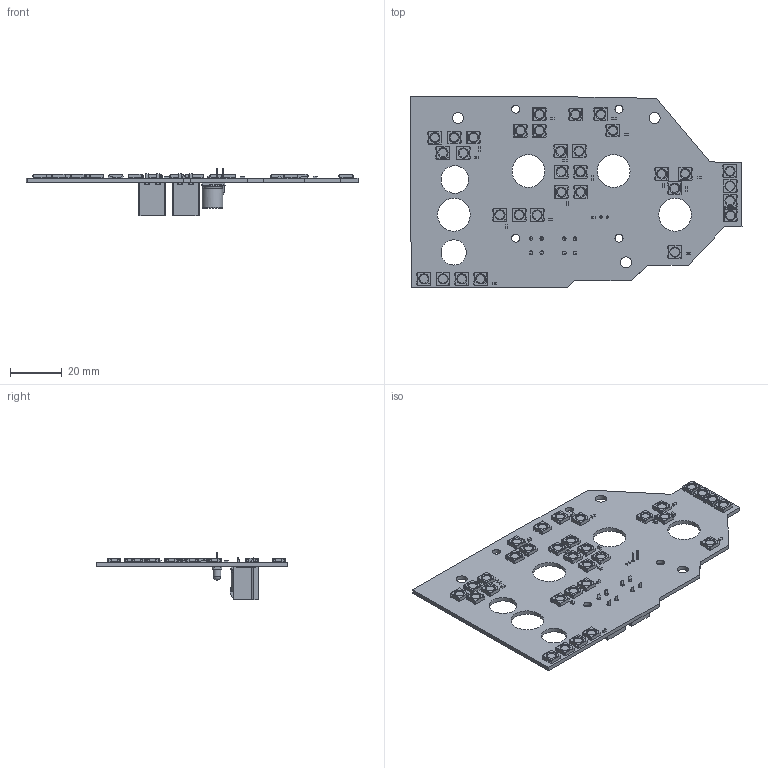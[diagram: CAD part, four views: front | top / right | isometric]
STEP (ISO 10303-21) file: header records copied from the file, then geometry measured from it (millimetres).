
FILE_DESCRIPTION(('KiCad electronic assembly'),'2;1');
FILE_NAME('FUEL PANEL.step','2023-04-01T12:55:06',('Pcbnew'),('Kicad'), 'Open CASCADE STEP processor 7.6','KiCad to STEP converter','Unknown' );
FILE_SCHEMA(('AUTOMOTIVE_DESIGN { 1 0 10303 214 1 1 1 1 }'));
Length unit declared in the file: millimetre
Products named in the file (14): FUEL PANEL 1; LED_WS2812B_PLCC4_5.0x5.0mm_P3.2mm; SOLID; R_0603_1608Metric; C_0603_1608Metric; CP_Elec_8x10; Molex_Mini-Fit_Jr_5566-04A_2x02_P4.20mm_Vertical; LED_D3.0mm; FUEL PANEL PCB
Assembly tree (59 placements, depth 3):
  FUEL PANEL 1
    LED_WS2812B_PLCC4_5.0x5.0mm_P3.2mm  x32
      SOLID
    R_0603_1608Metric
      SOLID
    C_0603_1608Metric  x15
      SOLID
    CP_Elec_8x10
      SOLID
    Molex_Mini-Fit_Jr_5566-04A_2x02_P4.20mm_Vertical  x2
      SOLID
    LED_D3.0mm
      SOLID
    FUEL PANEL PCB
Bounding box: 128.57 x 74.17 x 18.3 mm (x, y, z)
Volume: 15162.1 mm3; surface area: 22495 mm2
Topology: 53 solids, 53 shells, 2975 faces, 8514 edges, 5605 vertices
Faces by surface type: plane 2006, cylinder 929, cone 32, torus 4, bspline 2, revolution 1, sphere 1
Full cylindrical faces by diameter (mm): 0.9 x2, 1.4 x8, 3 x1, 3.1 x4, 3.333 x32, 4.3 x3, 8 x2, 9.78 x1, 10.68 x1, 12.7 x4
Entity records: 25580 total; most frequent: CARTESIAN_POINT 4734, DIRECTION 3696, LINE 2462, VECTOR 2462, ORIENTED_EDGE 1866, PCURVE 1866, DEFINITIONAL_REPRESENTATION 1866, EDGE_CURVE 933
